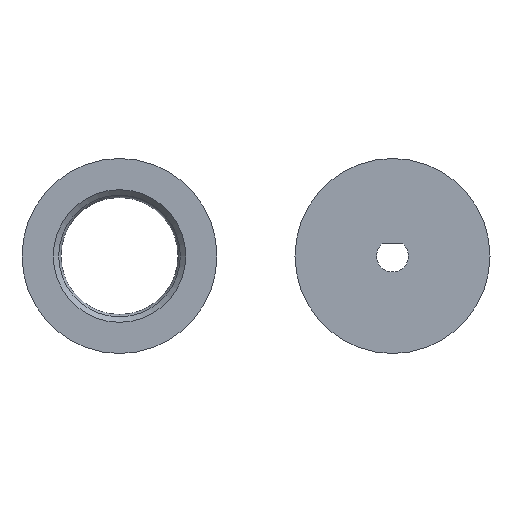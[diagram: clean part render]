
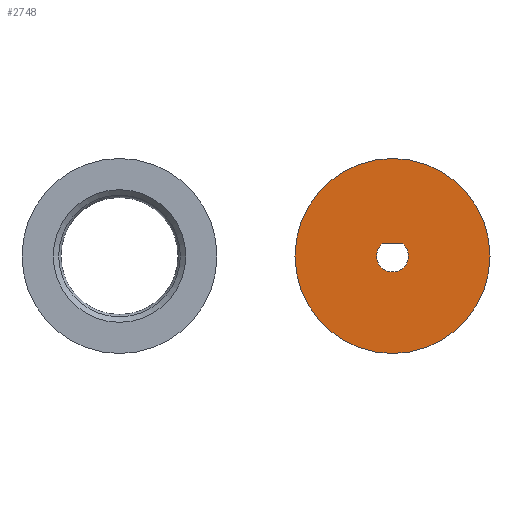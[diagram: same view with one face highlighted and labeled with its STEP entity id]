
A CAD part, front view. The second image highlights one B-rep face of the part: STEP entity #2748.
In plain terms, the highlighted planar face has unit normal (0, -1, 0).
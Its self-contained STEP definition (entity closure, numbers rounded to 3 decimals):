
#18=FACE_BOUND('',#854,.T.);
#48=PLANE('',#3035);
#245=LINE('',#4570,#468);
#468=VECTOR('',#3599,10.);
#673=FACE_OUTER_BOUND('',#853,.T.);
#853=EDGE_LOOP('',(#2060));
#854=EDGE_LOOP('',(#2061,#2062));
#1034=CIRCLE('',#2944,12.5);
#1095=CIRCLE('',#3036,2.05);
#1231=VERTEX_POINT('',#4333);
#1318=VERTEX_POINT('',#4568);
#1319=VERTEX_POINT('',#4569);
#1479=EDGE_CURVE('',#1231,#1231,#1034,.T.);
#1596=EDGE_CURVE('',#1318,#1319,#245,.F.);
#1597=EDGE_CURVE('',#1319,#1318,#1095,.F.);
#2060=ORIENTED_EDGE('',*,*,#1479,.T.);
#2061=ORIENTED_EDGE('',*,*,#1596,.T.);
#2062=ORIENTED_EDGE('',*,*,#1597,.T.);
#2748=ADVANCED_FACE('',(#673,#18),#48,.T.);
#2944=AXIS2_PLACEMENT_3D('',#4334,#3359,#3360);
#3035=AXIS2_PLACEMENT_3D('',#4567,#3597,#3598);
#3036=AXIS2_PLACEMENT_3D('',#4571,#3600,#3601);
#3359=DIRECTION('center_axis',(0.,-1.,0.));
#3360=DIRECTION('ref_axis',(1.,0.,0.));
#3597=DIRECTION('center_axis',(0.,-1.,0.));
#3598=DIRECTION('ref_axis',(1.,0.,0.));
#3599=DIRECTION('',(-1.,0.,0.));
#3600=DIRECTION('center_axis',(0.,-1.,0.));
#3601=DIRECTION('ref_axis',(0.659,0.,0.752));
#4333=CARTESIAN_POINT('',(-12.5,49.,0.));
#4334=CARTESIAN_POINT('Origin',(0.,49.,0.));
#4567=CARTESIAN_POINT('Origin',(0.,49.,0.));
#4568=CARTESIAN_POINT('',(-1.336,49.,1.555));
#4569=CARTESIAN_POINT('',(1.336,49.,1.555));
#4570=CARTESIAN_POINT('',(0.659,49.,1.555));
#4571=CARTESIAN_POINT('Origin',(0.,49.,0.));
